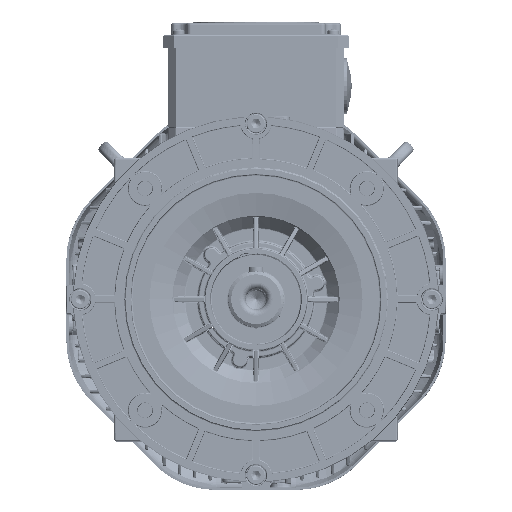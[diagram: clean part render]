
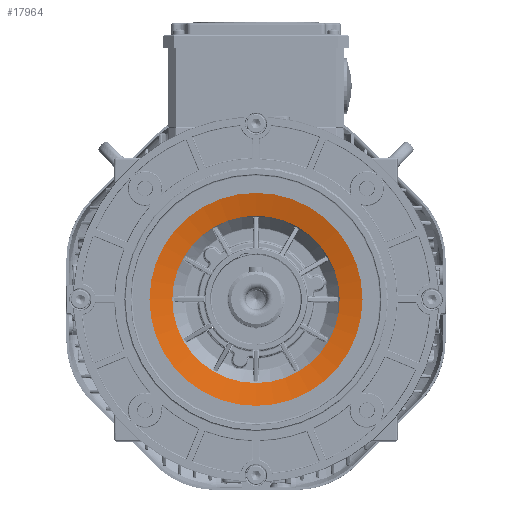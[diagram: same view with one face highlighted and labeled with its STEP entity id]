
A CAD part, top view. The second image highlights one B-rep face of the part: STEP entity #17964.
In plain terms, the highlighted conical face has half-angle 77.399 degrees and reference radius 73 mm.
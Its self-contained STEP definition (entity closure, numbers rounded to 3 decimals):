
#8620=FACE_BOUND('',#31122,.T.);
#8621=FACE_BOUND('',#31123,.T.);
#9377=CONICAL_SURFACE('',#112477,73.,77.399);
#12685=CIRCLE('',#112147,57.343);
#12833=CIRCLE('',#112476,73.);
#17964=ADVANCED_FACE('',(#8620,#8621),#9377,.F.);
#31122=EDGE_LOOP('',(#39610));
#31123=EDGE_LOOP('',(#39611));
#39610=ORIENTED_EDGE('',*,*,#80170,.T.);
#39611=ORIENTED_EDGE('',*,*,#79379,.F.);
#66904=VERTEX_POINT('',#155397);
#67532=VERTEX_POINT('',#159165);
#79379=EDGE_CURVE('',#66904,#66904,#12685,.T.);
#80170=EDGE_CURVE('',#67532,#67532,#12833,.T.);
#112147=AXIS2_PLACEMENT_3D('',#155396,#124919,#124920);
#112476=AXIS2_PLACEMENT_3D('',#159164,#125713,#125714);
#112477=AXIS2_PLACEMENT_3D('',#159166,#125715,#125716);
#124919=DIRECTION('',(0.,0.,1.));
#124920=DIRECTION('',(1.,0.,0.));
#125713=DIRECTION('',(0.,0.,1.));
#125714=DIRECTION('',(1.,0.,0.));
#125715=DIRECTION('',(0.,0.,1.));
#125716=DIRECTION('',(1.,0.,0.));
#155396=CARTESIAN_POINT('',(260.,0.,352.5));
#155397=CARTESIAN_POINT('',(317.343,0.,352.5));
#159164=CARTESIAN_POINT('',(260.,0.,356.));
#159165=CARTESIAN_POINT('',(333.,0.,356.));
#159166=CARTESIAN_POINT('',(260.,0.,356.));
